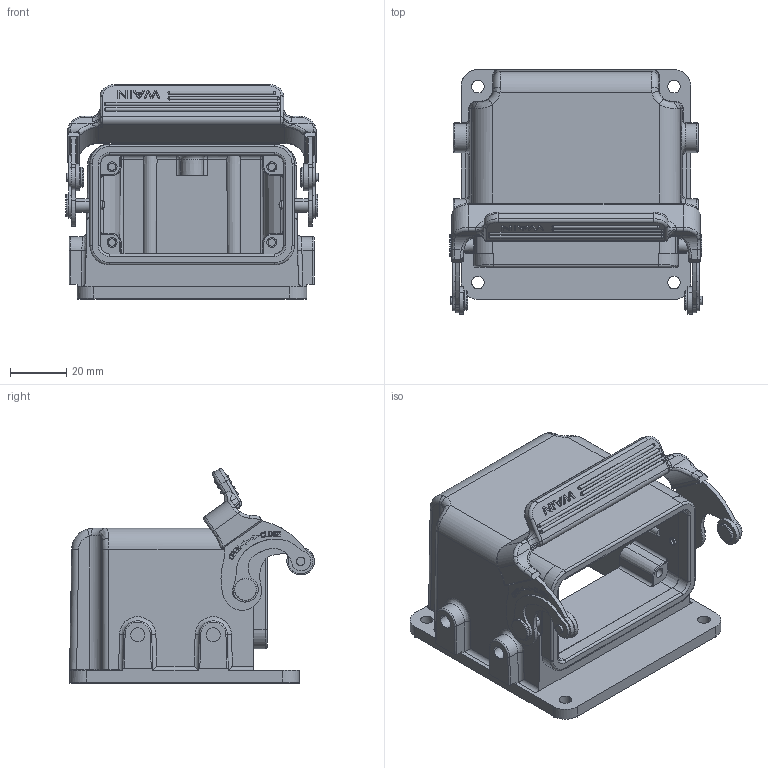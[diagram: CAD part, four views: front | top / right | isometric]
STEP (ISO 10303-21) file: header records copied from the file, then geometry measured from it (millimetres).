
FILE_DESCRIPTION((''),'2;1');
FILE_NAME('PRT0002','2017-04-11T',('dm.li'),(''),'PRO/ENGINEER BY PARAMETRIC TECHNOLOGY CORPORATION, 2012480','PRO/ENGINEER BY PARAMETRIC TECHNOLOGY CORPORATION, 2012480','');
FILE_SCHEMA(('AUTOMOTIVE_DESIGN { 1 0 10303 214 1 1 1 1 }'));
Products named in the file (1): PRT0002
Bounding box: 90.05 x 87.37 x 76.7 mm (x, y, z)
Volume: 101140.3 mm3; surface area: 54768.5 mm2
Topology: 1 solids, 24 shells, 1552 faces, 4162 edges, 2681 vertices
Faces by surface type: plane 575, cylinder 369, extrusion 296, torus 122, cone 97, bspline 63, sphere 30
Entity records: 57930 total; most frequent: CARTESIAN_POINT 16636, ORIENTED_EDGE 8193, DIRECTION 6920, EDGE_CURVE 4115, VERTEX_POINT 2681, VECTOR 2336, AXIS2_PLACEMENT_3D 2292, LINE 2040
